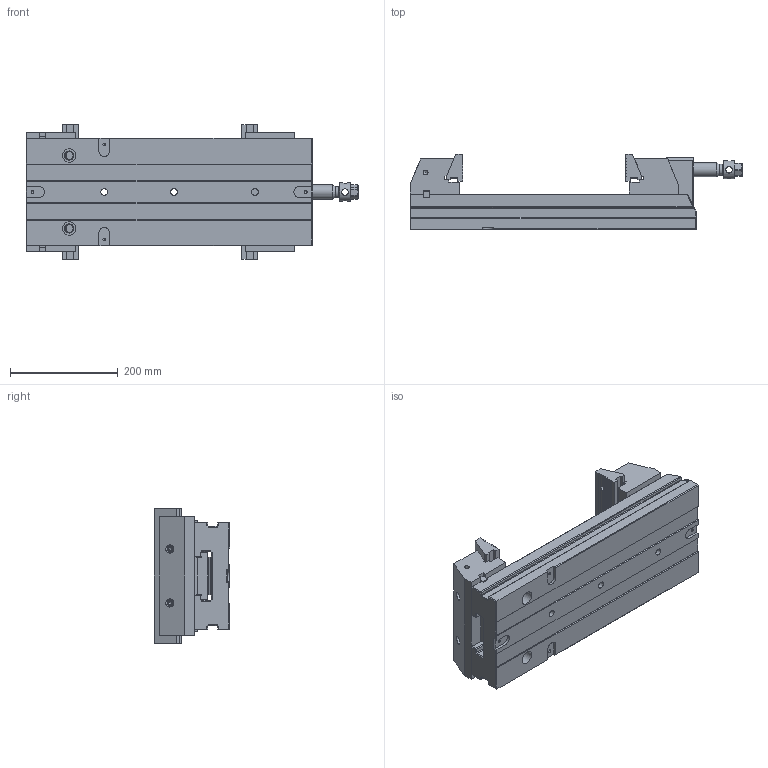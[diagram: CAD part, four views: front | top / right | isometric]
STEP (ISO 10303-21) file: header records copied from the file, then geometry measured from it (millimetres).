
FILE_DESCRIPTION(/* description */ (''),/* implementation_level */ '2;1');
FILE_NAME(/* name */ '30_250G_Mordaza.stp',/* time_stamp */ '2013-10-31T18:40:59+01:00',/* author */ (''),/* organization */ (''),/* preprocessor_version */ 'ST-DEVELOPER v11',/* originating_system */ 'SIEMENS PLM Software NX 7.5',/* authorisation */ '');
FILE_SCHEMA (('CONFIG_CONTROL_DESIGN'));
Length unit declared in the file: millimetre
Products named in the file (1): 30_250G_Mordaza
Bounding box: 615 x 140.05 x 250 mm (x, y, z)
Volume: 8156738.8 mm3; surface area: 756827.9 mm2
Topology: 13 solids, 13 shells, 633 faces, 1669 edges, 1089 vertices
Faces by surface type: plane 472, cylinder 103, cone 36, sphere 13, torus 9
Full cylindrical faces by diameter (mm): 4.351 x1, 5.188 x4, 6 x2, 6.5 x2, 6.985 x4, 8.5 x4, 8.782 x6, 9.5 x4, 10.5 x4, 10.579 x3, 12 x4, 12.376 x3, 13 x3, 14.376 x2, 15 x4, 15.5 x2, 16.5 x1, 17 x2, 18 x5, 19 x5, 20 x3, 21.25 x1, 25 x2, 26 x1, 28 x2, 30 x2, 33.8 x1, 34 x3
Entity records: 18603 total; most frequent: CARTESIAN_POINT 3477, DIRECTION 2999, ORIENTED_EDGE 2958, EDGE_CURVE 1479, LINE 1165, VECTOR 1165, VERTEX_POINT 1037, AXIS2_PLACEMENT_3D 917
